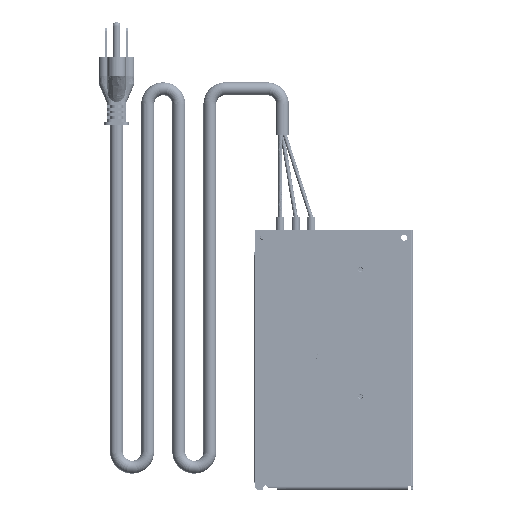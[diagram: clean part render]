
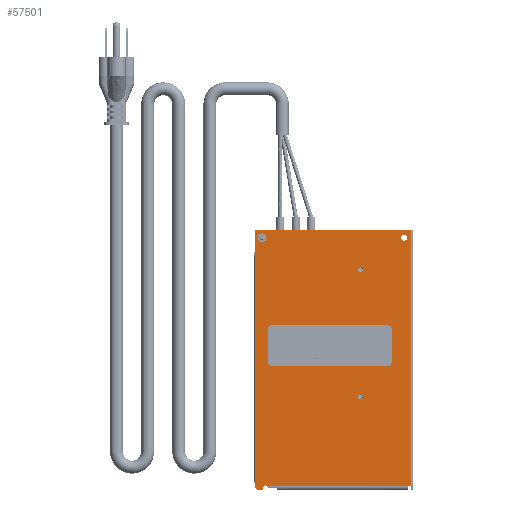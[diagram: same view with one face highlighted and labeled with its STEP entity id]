
A CAD part, front view. The second image highlights one B-rep face of the part: STEP entity #57501.
In plain terms, the highlighted planar face has unit normal (0, -1, 0).
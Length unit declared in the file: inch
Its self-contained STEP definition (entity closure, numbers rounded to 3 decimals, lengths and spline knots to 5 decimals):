
#5939=PLANE('',#60908);
#8077=VECTOR('',#66051,1.);
#8081=VECTOR('',#66056,1.);
#8084=VECTOR('',#66060,1.);
#8087=VECTOR('',#66064,1.);
#8090=VECTOR('',#66068,1.);
#8093=VECTOR('',#66072,1.);
#8096=VECTOR('',#66096,1.);
#8097=VECTOR('',#66099,1.);
#8098=VECTOR('',#66100,1.);
#8099=VECTOR('',#66101,1.);
#8100=VECTOR('',#66102,1.);
#8101=VECTOR('',#66105,1.);
#8102=VECTOR('',#66108,1.);
#13022=LINE('',#79060,#8077);
#13026=LINE('',#79069,#8081);
#13029=LINE('',#79075,#8084);
#13032=LINE('',#79081,#8087);
#13035=LINE('',#79087,#8090);
#13038=LINE('',#79093,#8093);
#13041=LINE('',#79115,#8096);
#13042=LINE('',#79120,#8097);
#13043=LINE('',#79122,#8098);
#13044=LINE('',#79124,#8099);
#13045=LINE('',#79126,#8100);
#13046=LINE('',#79130,#8101);
#13047=LINE('',#79134,#8102);
#17969=VERTEX_POINT('',#79061);
#17970=VERTEX_POINT('',#79062);
#17973=VERTEX_POINT('',#79070);
#17975=VERTEX_POINT('',#79076);
#17977=VERTEX_POINT('',#79082);
#17979=VERTEX_POINT('',#79088);
#17981=VERTEX_POINT('',#79098);
#17982=VERTEX_POINT('',#79099);
#17983=VERTEX_POINT('',#79104);
#17984=VERTEX_POINT('',#79105);
#17988=VERTEX_POINT('',#79116);
#17989=VERTEX_POINT('',#79117);
#17990=VERTEX_POINT('',#79119);
#17991=VERTEX_POINT('',#79121);
#17992=VERTEX_POINT('',#79123);
#17993=VERTEX_POINT('',#79125);
#17994=VERTEX_POINT('',#79127);
#17995=VERTEX_POINT('',#79129);
#17996=VERTEX_POINT('',#79131);
#17997=VERTEX_POINT('',#79133);
#17998=VERTEX_POINT('',#79135);
#17999=VERTEX_POINT('',#79138);
#18000=VERTEX_POINT('',#79139);
#23151=CIRCLE('',#60899,0.0725);
#23152=CIRCLE('',#60900,0.0725);
#23153=CIRCLE('',#60902,0.061);
#23158=CIRCLE('',#60907,0.061);
#23159=CIRCLE('',#60909,0.03);
#23160=CIRCLE('',#60910,0.1);
#23161=CIRCLE('',#60911,0.015);
#23162=CIRCLE('',#60912,0.05);
#23163=CIRCLE('',#60913,0.061);
#23164=CIRCLE('',#60914,0.061);
#25169=EDGE_CURVE('',#17969,#17970,#13022,.T.);
#25173=EDGE_CURVE('',#17973,#17969,#13026,.T.);
#25176=EDGE_CURVE('',#17975,#17973,#13029,.T.);
#25179=EDGE_CURVE('',#17977,#17975,#13032,.T.);
#25182=EDGE_CURVE('',#17979,#17977,#13035,.T.);
#25185=EDGE_CURVE('',#17970,#17979,#13038,.T.);
#25187=EDGE_CURVE('',#17981,#17982,#23151,.T.);
#25188=EDGE_CURVE('',#17982,#17981,#23152,.T.);
#25190=EDGE_CURVE('',#17983,#17984,#23153,.T.);
#25195=EDGE_CURVE('',#17984,#17983,#23158,.T.);
#25196=EDGE_CURVE('',#17988,#17989,#13041,.T.);
#25197=EDGE_CURVE('',#17990,#17988,#23159,.T.);
#25198=EDGE_CURVE('',#17990,#17991,#13042,.T.);
#25199=EDGE_CURVE('',#17992,#17991,#13043,.T.);
#25200=EDGE_CURVE('',#17993,#17992,#13044,.T.);
#25201=EDGE_CURVE('',#17993,#17994,#13045,.T.);
#25202=EDGE_CURVE('',#17995,#17994,#23160,.T.);
#25203=EDGE_CURVE('',#17996,#17995,#13046,.T.);
#25204=EDGE_CURVE('',#17997,#17996,#23161,.T.);
#25205=EDGE_CURVE('',#17997,#17998,#13047,.T.);
#25206=EDGE_CURVE('',#17998,#17989,#23162,.T.);
#25207=EDGE_CURVE('',#17999,#18000,#23163,.T.);
#25208=EDGE_CURVE('',#18000,#17999,#23164,.T.);
#33313=ORIENTED_EDGE('',*,*,#25196,.F.);
#33314=ORIENTED_EDGE('',*,*,#25197,.F.);
#33315=ORIENTED_EDGE('',*,*,#25198,.T.);
#33316=ORIENTED_EDGE('',*,*,#25199,.F.);
#33317=ORIENTED_EDGE('',*,*,#25200,.F.);
#33318=ORIENTED_EDGE('',*,*,#25201,.T.);
#33319=ORIENTED_EDGE('',*,*,#25202,.F.);
#33320=ORIENTED_EDGE('',*,*,#25203,.F.);
#33321=ORIENTED_EDGE('',*,*,#25204,.F.);
#33322=ORIENTED_EDGE('',*,*,#25205,.T.);
#33323=ORIENTED_EDGE('',*,*,#25206,.T.);
#33324=ORIENTED_EDGE('',*,*,#25169,.T.);
#33325=ORIENTED_EDGE('',*,*,#25185,.T.);
#33326=ORIENTED_EDGE('',*,*,#25182,.T.);
#33327=ORIENTED_EDGE('',*,*,#25179,.T.);
#33328=ORIENTED_EDGE('',*,*,#25176,.T.);
#33329=ORIENTED_EDGE('',*,*,#25173,.T.);
#33330=ORIENTED_EDGE('',*,*,#25187,.T.);
#33331=ORIENTED_EDGE('',*,*,#25188,.T.);
#33332=ORIENTED_EDGE('',*,*,#25207,.F.);
#33333=ORIENTED_EDGE('',*,*,#25208,.F.);
#33334=ORIENTED_EDGE('',*,*,#25190,.F.);
#33335=ORIENTED_EDGE('',*,*,#25195,.F.);
#49268=EDGE_LOOP('',(#33313,#33314,#33315,#33316,#33317,#33318,#33319,#33320,
#33321,#33322,#33323));
#49269=EDGE_LOOP('',(#33324,#33325,#33326,#33327,#33328,#33329));
#49270=EDGE_LOOP('',(#33330,#33331));
#49271=EDGE_LOOP('',(#33332,#33333));
#49272=EDGE_LOOP('',(#33334,#33335));
#53389=FACE_BOUND('',#49268,.T.);
#53390=FACE_BOUND('',#49269,.T.);
#53391=FACE_BOUND('',#49270,.T.);
#53392=FACE_BOUND('',#49271,.T.);
#53393=FACE_BOUND('',#49272,.T.);
#57501=ADVANCED_FACE('',(#53389,#53390,#53391,#53392,#53393),#5939,.T.);
#60899=AXIS2_PLACEMENT_3D('',#79097,#66077,#66078);
#60900=AXIS2_PLACEMENT_3D('',#79100,#66079,#66080);
#60902=AXIS2_PLACEMENT_3D('',#79103,#66083,#66084);
#60907=AXIS2_PLACEMENT_3D('',#79113,#66093,#66094);
#60908=AXIS2_PLACEMENT_3D('',#79114,#66095,$);
#60909=AXIS2_PLACEMENT_3D('',#79118,#66097,#66098);
#60910=AXIS2_PLACEMENT_3D('',#79128,#66103,#66104);
#60911=AXIS2_PLACEMENT_3D('',#79132,#66106,#66107);
#60912=AXIS2_PLACEMENT_3D('',#79136,#66109,#66110);
#60913=AXIS2_PLACEMENT_3D('',#79137,#66111,#66112);
#60914=AXIS2_PLACEMENT_3D('',#79140,#66113,#66114);
#66051=DIRECTION('',(-0.866,0.,-0.5));
#66056=DIRECTION('',(0.,0.,-1.));
#66060=DIRECTION('',(0.866,0.,-0.5));
#66064=DIRECTION('',(0.866,0.,0.5));
#66068=DIRECTION('',(0.,0.,1.));
#66072=DIRECTION('',(-0.866,0.,0.5));
#66077=DIRECTION('',(0.,1.,0.));
#66078=DIRECTION('',(0.073,0.,0.));
#66079=DIRECTION('',(0.,1.,0.));
#66080=DIRECTION('',(0.073,0.,0.));
#66083=DIRECTION('',(0.,-1.,0.));
#66084=DIRECTION('',(-0.061,0.,0.));
#66093=DIRECTION('',(0.,-1.,0.));
#66094=DIRECTION('',(-0.061,0.,0.));
#66095=DIRECTION('',(0.,-1.,0.));
#66096=DIRECTION('',(-1.,0.,0.));
#66097=DIRECTION('',(0.,-1.,0.));
#66098=DIRECTION('',(-0.021,0.,0.021));
#66099=DIRECTION('',(1.,0.,0.));
#66100=DIRECTION('',(0.,0.,-1.));
#66101=DIRECTION('',(1.,0.,0.));
#66102=DIRECTION('',(0.,0.,-1.));
#66103=DIRECTION('',(0.,1.,0.));
#66104=DIRECTION('',(-0.071,0.,-0.071));
#66105=DIRECTION('',(-1.,0.,0.));
#66106=DIRECTION('',(0.,1.,0.));
#66107=DIRECTION('',(0.011,0.,-0.011));
#66108=DIRECTION('',(0.,0.,1.));
#66109=DIRECTION('',(0.,1.,0.));
#66110=DIRECTION('',(-0.05,0.,0.));
#66111=DIRECTION('',(0.,-1.,0.));
#66112=DIRECTION('',(-0.061,0.,0.));
#66113=DIRECTION('',(0.,-1.,0.));
#66114=DIRECTION('',(-0.061,0.,0.));
#79060=CARTESIAN_POINT('',(1.63255,0.,0.54105));
#79061=CARTESIAN_POINT('',(0.275,0.,-0.24274));
#79062=CARTESIAN_POINT('',(0.175,0.,-0.30047));
#79069=CARTESIAN_POINT('',(0.275,0.,-0.06363));
#79070=CARTESIAN_POINT('',(0.275,0.,-0.12726));
#79075=CARTESIAN_POINT('',(1.50245,0.,-0.83593));
#79076=CARTESIAN_POINT('',(0.175,0.,-0.06953));
#79081=CARTESIAN_POINT('',(1.48255,0.,0.68539));
#79082=CARTESIAN_POINT('',(0.075,0.,-0.12726));
#79087=CARTESIAN_POINT('',(0.075,0.,-0.12137));
#79088=CARTESIAN_POINT('',(0.075,0.,-0.24274));
#79093=CARTESIAN_POINT('',(1.45245,0.,-1.038));
#79097=CARTESIAN_POINT('',(3.6,0.,-0.185));
#79098=CARTESIAN_POINT('',(3.6725,0.,-0.185));
#79099=CARTESIAN_POINT('',(3.5275,0.,-0.185));
#79100=CARTESIAN_POINT('',(3.6,0.,-0.185));
#79103=CARTESIAN_POINT('',(2.55,0.,-4.02));
#79104=CARTESIAN_POINT('',(2.611,0.,-4.02));
#79105=CARTESIAN_POINT('',(2.55,0.,-4.081));
#79113=CARTESIAN_POINT('',(2.55,0.,-4.02));
#79114=CARTESIAN_POINT('',(3.755,0.,0.));
#79115=CARTESIAN_POINT('',(3.08012,0.,-6.18));
#79116=CARTESIAN_POINT('',(3.70764,0.,-6.18));
#79117=CARTESIAN_POINT('',(0.295,0.,-6.18));
#79118=CARTESIAN_POINT('',(3.73,0.,-6.2));
#79119=CARTESIAN_POINT('',(3.73,0.,-6.17));
#79120=CARTESIAN_POINT('',(3.785,0.,-6.17));
#79121=CARTESIAN_POINT('',(3.755,0.,-6.17));
#79122=CARTESIAN_POINT('',(3.755,0.,0.));
#79123=CARTESIAN_POINT('',(3.755,0.,0.));
#79124=CARTESIAN_POINT('',(0.,0.,0.));
#79125=CARTESIAN_POINT('',(0.,0.,0.));
#79126=CARTESIAN_POINT('',(0.,0.,0.));
#79127=CARTESIAN_POINT('',(0.,0.,-6.17));
#79128=CARTESIAN_POINT('',(0.1,0.,-6.17));
#79129=CARTESIAN_POINT('',(0.1,0.,-6.27));
#79130=CARTESIAN_POINT('',(0.,0.,-6.27));
#79131=CARTESIAN_POINT('',(0.19,0.,-6.27));
#79132=CARTESIAN_POINT('',(0.19,0.,-6.255));
#79133=CARTESIAN_POINT('',(0.205,0.,-6.255));
#79134=CARTESIAN_POINT('',(0.205,0.,-3.105));
#79135=CARTESIAN_POINT('',(0.205,0.,-6.21));
#79136=CARTESIAN_POINT('',(0.255,0.,-6.21));
#79137=CARTESIAN_POINT('',(2.55,0.,-0.95));
#79138=CARTESIAN_POINT('',(2.611,0.,-0.95));
#79139=CARTESIAN_POINT('',(2.55,0.,-1.011));
#79140=CARTESIAN_POINT('',(2.55,0.,-0.95));
